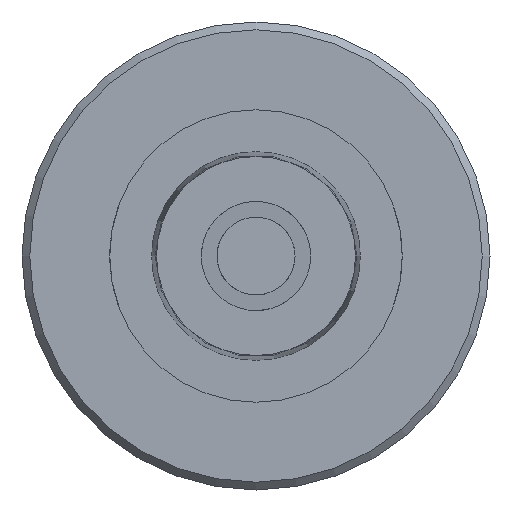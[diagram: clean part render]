
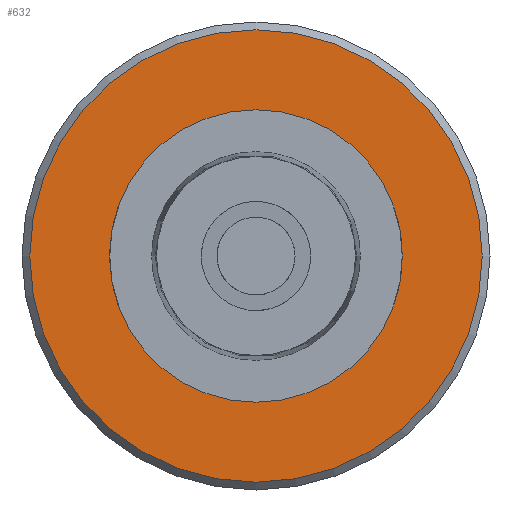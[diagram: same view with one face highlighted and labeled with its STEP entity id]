
A CAD part, front view. The second image highlights one B-rep face of the part: STEP entity #632.
In plain terms, the highlighted planar face has unit normal (0, -1, 0).
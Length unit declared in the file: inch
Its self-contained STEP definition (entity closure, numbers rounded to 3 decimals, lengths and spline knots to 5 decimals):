
#605=CARTESIAN_POINT('',(0.43375,0.0515,0.0));
#606=DIRECTION('',(0.0,-1.0,0.0));
#607=DIRECTION('',(0.0,0.0,-1.0));
#608=AXIS2_PLACEMENT_3D('',#605,#606,#607);
#609=PLANE('',#608);
#610=CARTESIAN_POINT('',(0.58,0.0515,0.0));
#611=VERTEX_POINT('',#610);
#612=CARTESIAN_POINT('',(0.,0.0515,0.0));
#613=DIRECTION('',(0.0,1.0,0.0));
#614=DIRECTION('',(1.0,0.0,0.0));
#615=AXIS2_PLACEMENT_3D('',#612,#613,#614);
#616=CIRCLE('',#615,0.58);
#617=EDGE_CURVE('',#611,#611,#616,.T.);
#618=ORIENTED_EDGE('',*,*,#617,.F.);
#619=EDGE_LOOP('',(#618));
#620=FACE_OUTER_BOUND('',#619,.T.);
#621=CARTESIAN_POINT('',(0.2875,0.0515,0.0));
#622=VERTEX_POINT('',#621);
#623=CARTESIAN_POINT('',(0.,0.0515,0.0));
#624=DIRECTION('',(0.0,1.0,0.0));
#625=DIRECTION('',(1.0,0.0,0.0));
#626=AXIS2_PLACEMENT_3D('',#623,#624,#625);
#627=CIRCLE('',#626,0.2875);
#628=EDGE_CURVE('',#622,#622,#627,.T.);
#629=ORIENTED_EDGE('',*,*,#628,.T.);
#630=EDGE_LOOP('',(#629));
#631=FACE_BOUND('',#630,.T.);
#632=ADVANCED_FACE('',(#620,#631),#609,.T.);
